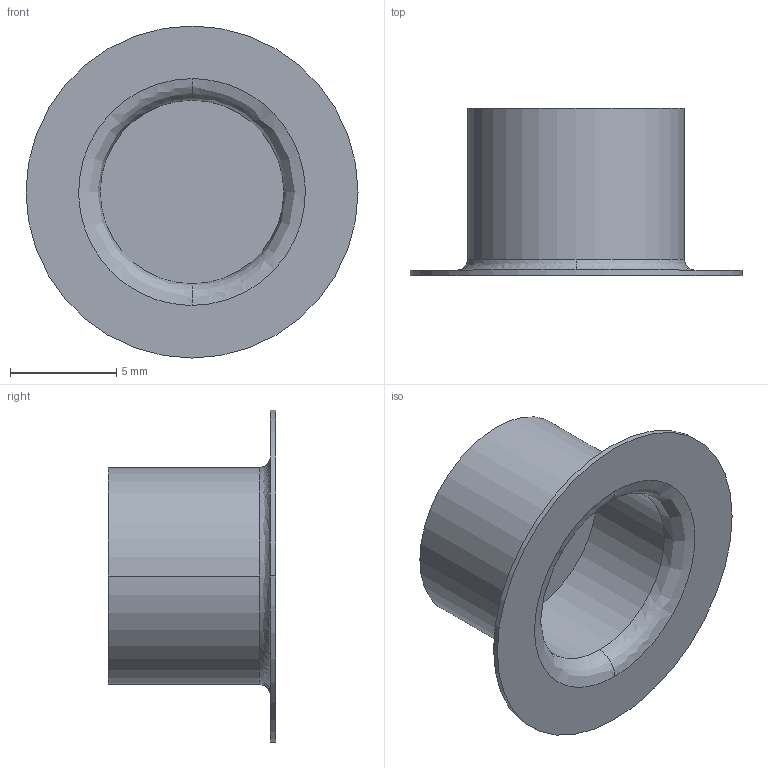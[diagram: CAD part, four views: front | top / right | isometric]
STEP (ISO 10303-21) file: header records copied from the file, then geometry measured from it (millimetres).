
FILE_DESCRIPTION (( 'STEP AP203' ), '1' );
FILE_NAME ('A0711-1-W.STEP', '2012-11-05T13:10:55', ( '' ), ( '' ), 'SwSTEP 2.0', 'SolidWorks 2012', '' );
FILE_SCHEMA (( 'CONFIG_CONTROL_DESIGN' ));
Length unit declared in the file: inch
Products named in the file (1): A0711-1-W
Bounding box: 15.62 x 7.87 x 15.62 mm (x, y, z)
Volume: 284.7 mm3; surface area: 794.7 mm2
Topology: 1 solids, 1 shells, 17 faces, 36 edges, 24 vertices
Faces by surface type: cylinder 8, plane 5, bspline 4
Entity records: 755 total; most frequent: CARTESIAN_POINT 306, DIRECTION 84, ORIENTED_EDGE 72, AXIS2_PLACEMENT_3D 38, EDGE_CURVE 36, VERTEX_POINT 24, CIRCLE 24, EDGE_LOOP 20
